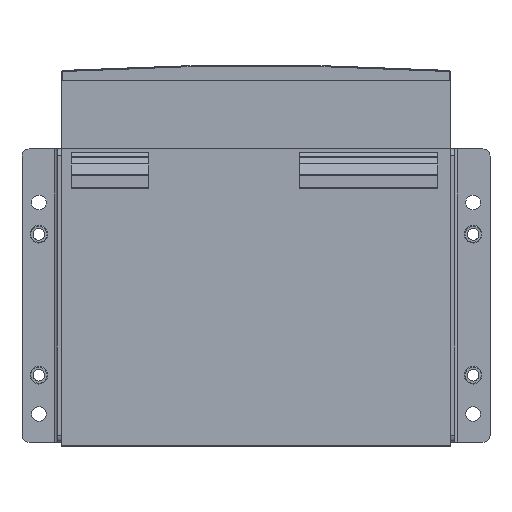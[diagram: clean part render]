
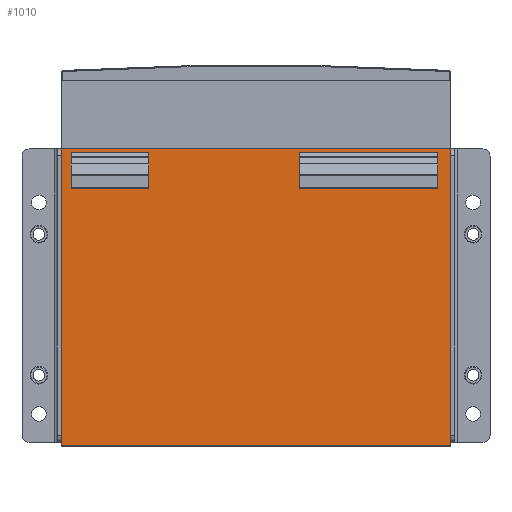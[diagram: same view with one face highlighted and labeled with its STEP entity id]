
A CAD part, top view. The second image highlights one B-rep face of the part: STEP entity #1010.
In plain terms, the highlighted planar face has unit normal (0, 0, 1).
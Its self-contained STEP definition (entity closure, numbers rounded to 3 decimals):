
#997=AXIS2_PLACEMENT_3D('Plane Axis2P3D',#994,#995,#996) ;
#353=CARTESIAN_POINT('Vertex',(0.,0.,325.)) ;
#358=CARTESIAN_POINT('Line Origine',(-138.,0.,325.)) ;
#362=CARTESIAN_POINT('Vertex',(-276.,0.,325.)) ;
#834=CARTESIAN_POINT('Vertex',(-276.,211.,325.)) ;
#837=CARTESIAN_POINT('Line Origine',(-138.,211.,325.)) ;
#841=CARTESIAN_POINT('Vertex',(0.,211.,325.)) ;
#977=CARTESIAN_POINT('Line Origine',(0.,105.5,325.)) ;
#994=CARTESIAN_POINT('Axis2P3D Location',(-276.,0.,325.)) ;
#999=CARTESIAN_POINT('Line Origine',(-276.,105.5,325.)) ;
#359=DIRECTION('Vector Direction',(1.,0.,0.)) ;
#838=DIRECTION('Vector Direction',(1.,0.,0.)) ;
#978=DIRECTION('Vector Direction',(0.,1.,0.)) ;
#995=DIRECTION('Axis2P3D Direction',(0.,0.,1.)) ;
#996=DIRECTION('Axis2P3D XDirection',(1.,0.,0.)) ;
#1000=DIRECTION('Vector Direction',(0.,1.,0.)) ;
#360=VECTOR('Line Direction',#359,1.) ;
#839=VECTOR('Line Direction',#838,1.) ;
#979=VECTOR('Line Direction',#978,1.) ;
#1001=VECTOR('Line Direction',#1000,1.) ;
#1005=ORIENTED_EDGE('',*,*,#1003,.F.) ;
#1006=ORIENTED_EDGE('',*,*,#364,.T.) ;
#1007=ORIENTED_EDGE('',*,*,#981,.T.) ;
#1008=ORIENTED_EDGE('',*,*,#843,.F.) ;
#1010=ADVANCED_FACE('RX0153001_1PA_001_00_PARTE_N2_III.1',(#1009),#998,.T.) ;
#364=EDGE_CURVE('',#363,#354,#361,.T.) ;
#843=EDGE_CURVE('',#835,#842,#840,.T.) ;
#981=EDGE_CURVE('',#354,#842,#980,.T.) ;
#1003=EDGE_CURVE('',#363,#835,#1002,.T.) ;
#1004=EDGE_LOOP('',(#1005,#1006,#1007,#1008)) ;
#1009=FACE_OUTER_BOUND('',#1004,.T.) ;
#361=LINE('Line',#358,#360) ;
#840=LINE('Line',#837,#839) ;
#980=LINE('Line',#977,#979) ;
#1002=LINE('Line',#999,#1001) ;
#998=PLANE('',#997) ;
#354=VERTEX_POINT('',#353) ;
#363=VERTEX_POINT('',#362) ;
#835=VERTEX_POINT('',#834) ;
#842=VERTEX_POINT('',#841) ;
